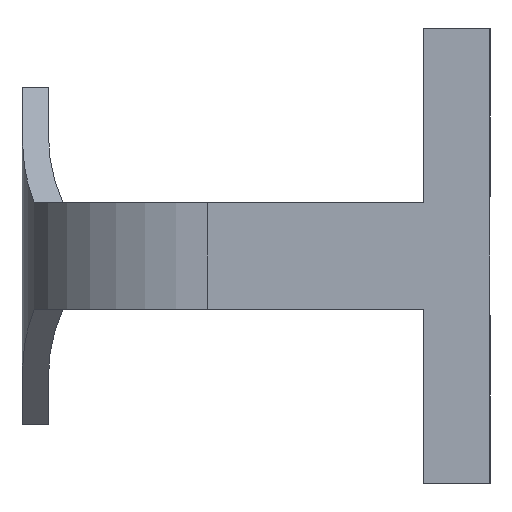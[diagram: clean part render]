
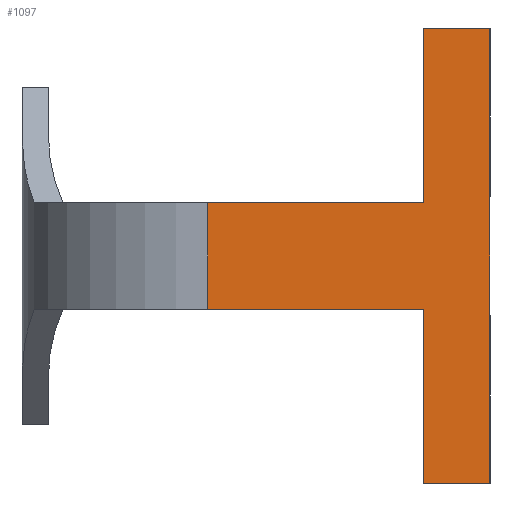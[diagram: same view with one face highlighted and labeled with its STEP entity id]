
A CAD part, left-side view. The second image highlights one B-rep face of the part: STEP entity #1097.
In plain terms, the highlighted planar face has unit normal (-1, 0, 0).
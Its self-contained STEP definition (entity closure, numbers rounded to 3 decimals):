
#12 = ORIENTED_EDGE ( 'NONE', *, *, #383, .T. ) ;
#13 = ORIENTED_EDGE ( 'NONE', *, *, #938, .F. ) ;
#35 = LINE ( 'NONE', #259, #1050 ) ;
#48 = CARTESIAN_POINT ( 'NONE',  ( -16.955, 0., 8.575 ) ) ;
#68 = LINE ( 'NONE', #233, #158 ) ;
#103 = CARTESIAN_POINT ( 'NONE',  ( -16.955, 2.5, 8.575 ) ) ;
#111 = LINE ( 'NONE', #1002, #937 ) ;
#118 = DIRECTION ( 'NONE',  ( 0., 0., -1. ) ) ;
#143 = CARTESIAN_POINT ( 'NONE',  ( -16.955, 2.5, -8.575 ) ) ;
#158 = VECTOR ( 'NONE', #539, 1000. ) ;
#199 = EDGE_CURVE ( 'NONE', #431, #587, #793, .T. ) ;
#208 = ORIENTED_EDGE ( 'NONE', *, *, #199, .F. ) ;
#226 = ORIENTED_EDGE ( 'NONE', *, *, #920, .T. ) ;
#233 = CARTESIAN_POINT ( 'NONE',  ( -16.955, 0., 8.575 ) ) ;
#256 = CARTESIAN_POINT ( 'NONE',  ( -16.955, 0., -8.575 ) ) ;
#259 = CARTESIAN_POINT ( 'NONE',  ( -16.955, 2.5, -2. ) ) ;
#303 = VERTEX_POINT ( 'NONE', #1100 ) ;
#307 = CARTESIAN_POINT ( 'NONE',  ( -16.955, 0., -8.575 ) ) ;
#311 = DIRECTION ( 'NONE',  ( 0., 0., -1. ) ) ;
#316 = CARTESIAN_POINT ( 'NONE',  ( -16.955, 2.5, 8.575 ) ) ;
#338 = DIRECTION ( 'NONE',  ( 0., 0., -1. ) ) ;
#347 = CARTESIAN_POINT ( 'NONE',  ( -16.955, 0., 8.575 ) ) ;
#351 = EDGE_CURVE ( 'NONE', #303, #611, #1251, .T. ) ;
#355 = CARTESIAN_POINT ( 'NONE',  ( -16.955, 10.65, -2. ) ) ;
#383 = EDGE_CURVE ( 'NONE', #431, #619, #764, .T. ) ;
#419 = EDGE_LOOP ( 'NONE', ( #208, #12, #779, #1046, #13, #226, #811, #1086 ) ) ;
#431 = VERTEX_POINT ( 'NONE', #143 ) ;
#501 = VECTOR ( 'NONE', #824, 1000. ) ;
#503 = VERTEX_POINT ( 'NONE', #665 ) ;
#516 = DIRECTION ( 'NONE',  ( 0., 0., 1. ) ) ;
#539 = DIRECTION ( 'NONE',  ( 0., -1., 0. ) ) ;
#562 = EDGE_CURVE ( 'NONE', #587, #611, #35, .T. ) ;
#587 = VERTEX_POINT ( 'NONE', #852 ) ;
#611 = VERTEX_POINT ( 'NONE', #355 ) ;
#619 = VERTEX_POINT ( 'NONE', #256 ) ;
#665 = CARTESIAN_POINT ( 'NONE',  ( -16.955, 2.5, 2. ) ) ;
#680 = VECTOR ( 'NONE', #516, 1000. ) ;
#702 = CARTESIAN_POINT ( 'NONE',  ( -16.955, 2.5, 8.575 ) ) ;
#708 = DIRECTION ( 'NONE',  ( 0., -1., 0. ) ) ;
#764 = LINE ( 'NONE', #307, #956 ) ;
#779 = ORIENTED_EDGE ( 'NONE', *, *, #931, .F. ) ;
#793 = LINE ( 'NONE', #702, #1253 ) ;
#801 = CARTESIAN_POINT ( 'NONE',  ( -16.955, 10.65, 8.575 ) ) ;
#811 = ORIENTED_EDGE ( 'NONE', *, *, #351, .T. ) ;
#824 = DIRECTION ( 'NONE',  ( 0., 1., 0. ) ) ;
#831 = DIRECTION ( 'NONE',  ( 1., 0., 0. ) ) ;
#852 = CARTESIAN_POINT ( 'NONE',  ( -16.955, 2.5, -2. ) ) ;
#861 = LINE ( 'NONE', #915, #501 ) ;
#897 = VERTEX_POINT ( 'NONE', #103 ) ;
#899 = DIRECTION ( 'NONE',  ( 0., 0., 1. ) ) ;
#915 = CARTESIAN_POINT ( 'NONE',  ( -16.955, 2.5, 2. ) ) ;
#917 = VECTOR ( 'NONE', #118, 1000. ) ;
#920 = EDGE_CURVE ( 'NONE', #503, #303, #861, .T. ) ;
#931 = EDGE_CURVE ( 'NONE', #1048, #619, #111, .T. ) ;
#937 = VECTOR ( 'NONE', #311, 1000. ) ;
#938 = EDGE_CURVE ( 'NONE', #503, #897, #1199, .T. ) ;
#948 = PLANE ( 'NONE',  #1153 ) ;
#956 = VECTOR ( 'NONE', #708, 1000. ) ;
#1002 = CARTESIAN_POINT ( 'NONE',  ( -16.955, 0., 8.575 ) ) ;
#1046 = ORIENTED_EDGE ( 'NONE', *, *, #1049, .F. ) ;
#1048 = VERTEX_POINT ( 'NONE', #347 ) ;
#1049 = EDGE_CURVE ( 'NONE', #897, #1048, #68, .T. ) ;
#1050 = VECTOR ( 'NONE', #1055, 1000. ) ;
#1055 = DIRECTION ( 'NONE',  ( 0., 1., 0. ) ) ;
#1083 = FACE_OUTER_BOUND ( 'NONE', #419, .T. ) ;
#1086 = ORIENTED_EDGE ( 'NONE', *, *, #562, .F. ) ;
#1097 = ADVANCED_FACE ( 'NONE', ( #1083 ), #948, .F. ) ;
#1100 = CARTESIAN_POINT ( 'NONE',  ( -16.955, 10.65, 2. ) ) ;
#1153 = AXIS2_PLACEMENT_3D ( 'NONE', #48, #831, #338 ) ;
#1199 = LINE ( 'NONE', #316, #680 ) ;
#1251 = LINE ( 'NONE', #801, #917 ) ;
#1253 = VECTOR ( 'NONE', #899, 1000. ) ;
